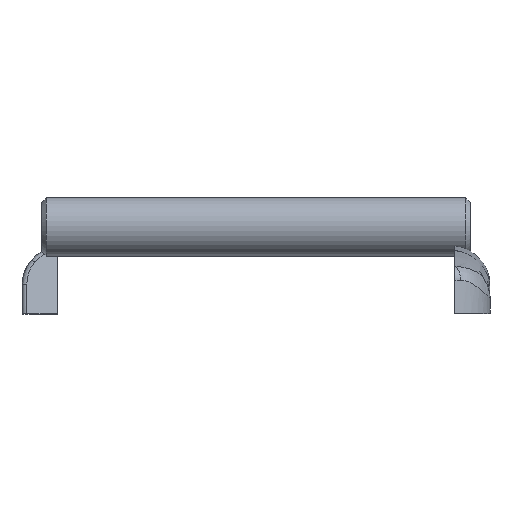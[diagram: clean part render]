
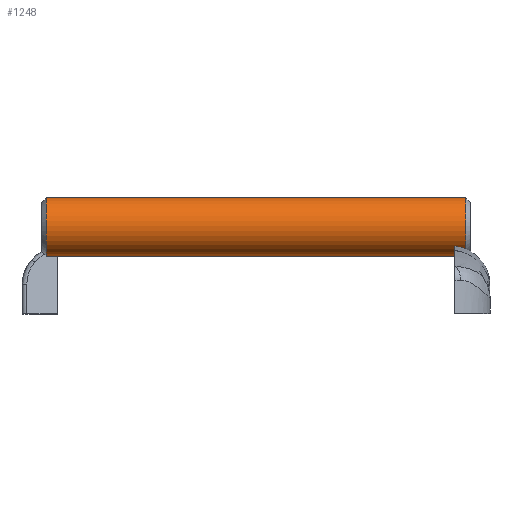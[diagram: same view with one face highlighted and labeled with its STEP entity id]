
A CAD part, top view. The second image highlights one B-rep face of the part: STEP entity #1248.
In plain terms, the highlighted cylindrical face has radius 3 mm (diameter 6 mm), a partial arc.
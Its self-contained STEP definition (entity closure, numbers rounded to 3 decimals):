
#2 = DIRECTION ( 'NONE',  ( 0., 0., 1. ) ) ;
#18 = CARTESIAN_POINT ( 'NONE',  ( 22., 0., 0. ) ) ;
#47 = DIRECTION ( 'NONE',  ( -1., 0., 0. ) ) ;
#134 = CARTESIAN_POINT ( 'NONE',  ( 22., 0., -3. ) ) ;
#141 = VERTEX_POINT ( 'NONE', #1001 ) ;
#209 = EDGE_CURVE ( 'NONE', #1509, #258, #290, .T. ) ;
#244 = ORIENTED_EDGE ( 'NONE', *, *, #209, .T. ) ;
#258 = VERTEX_POINT ( 'NONE', #1034 ) ;
#289 = AXIS2_PLACEMENT_3D ( 'NONE', #822, #820, #818 ) ;
#290 = LINE ( 'NONE', #1186, #760 ) ;
#357 = CIRCLE ( 'NONE', #1150, 3. ) ;
#433 = ORIENTED_EDGE ( 'NONE', *, *, #1554, .F. ) ;
#601 = EDGE_CURVE ( 'NONE', #258, #141, #1267, .T. ) ;
#605 = EDGE_CURVE ( 'NONE', #655, #1509, #357, .T. ) ;
#655 = VERTEX_POINT ( 'NONE', #686 ) ;
#686 = CARTESIAN_POINT ( 'NONE',  ( 21.5, 0., -3. ) ) ;
#760 = VECTOR ( 'NONE', #1180, 1000. ) ;
#812 = DIRECTION ( 'NONE',  ( 0., 0., 1. ) ) ;
#815 = DIRECTION ( 'NONE',  ( -1., 0., 0. ) ) ;
#816 = CARTESIAN_POINT ( 'NONE',  ( 21.5, 0., 0. ) ) ;
#818 = DIRECTION ( 'NONE',  ( 0., 0., 1. ) ) ;
#820 = DIRECTION ( 'NONE',  ( 1., 0., 0. ) ) ;
#822 = CARTESIAN_POINT ( 'NONE',  ( -21.5, 0., 0. ) ) ;
#1001 = CARTESIAN_POINT ( 'NONE',  ( -21.5, 0., -3. ) ) ;
#1034 = CARTESIAN_POINT ( 'NONE',  ( -21.5, 0., 3. ) ) ;
#1102 = ORIENTED_EDGE ( 'NONE', *, *, #605, .T. ) ;
#1120 = VECTOR ( 'NONE', #1212, 1000. ) ;
#1132 = LINE ( 'NONE', #134, #1120 ) ;
#1150 = AXIS2_PLACEMENT_3D ( 'NONE', #816, #815, #812 ) ;
#1155 = CYLINDRICAL_SURFACE ( 'NONE', #1339, 3. ) ;
#1180 = DIRECTION ( 'NONE',  ( -1., 0., 0. ) ) ;
#1182 = FACE_OUTER_BOUND ( 'NONE', #1301, .T. ) ;
#1186 = CARTESIAN_POINT ( 'NONE',  ( 22., 0., 3. ) ) ;
#1212 = DIRECTION ( 'NONE',  ( -1., 0., 0. ) ) ;
#1248 = ADVANCED_FACE ( 'NONE', ( #1182 ), #1155, .T. ) ;
#1267 = CIRCLE ( 'NONE', #289, 3. ) ;
#1301 = EDGE_LOOP ( 'NONE', ( #433, #1102, #244, #1538 ) ) ;
#1339 = AXIS2_PLACEMENT_3D ( 'NONE', #18, #47, #2 ) ;
#1409 = CARTESIAN_POINT ( 'NONE',  ( 21.5, 0., 3. ) ) ;
#1509 = VERTEX_POINT ( 'NONE', #1409 ) ;
#1538 = ORIENTED_EDGE ( 'NONE', *, *, #601, .T. ) ;
#1554 = EDGE_CURVE ( 'NONE', #655, #141, #1132, .T. ) ;
